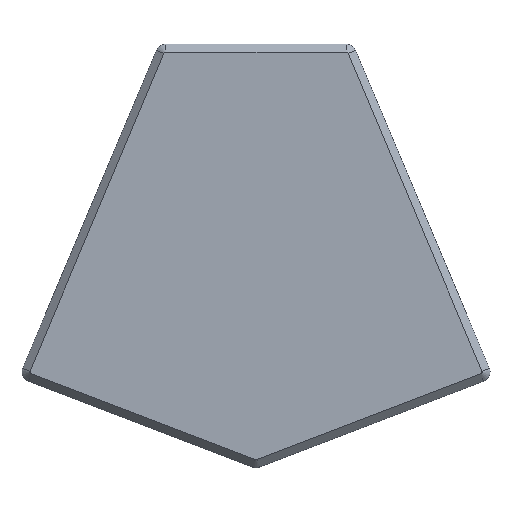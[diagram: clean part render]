
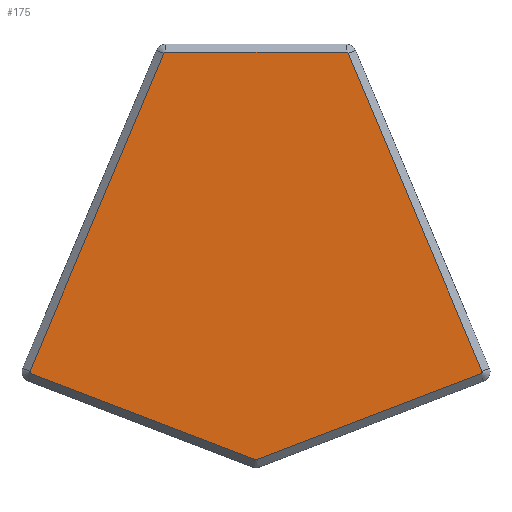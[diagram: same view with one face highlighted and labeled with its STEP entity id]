
A CAD part, front view. The second image highlights one B-rep face of the part: STEP entity #175.
In plain terms, the highlighted planar face has unit normal (0, -1, 0).
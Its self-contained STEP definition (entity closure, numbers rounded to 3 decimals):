
#83=CARTESIAN_POINT('',(0.,63.45,0.202));
#84=DIRECTION('',(0.,-1.,0.));
#85=DIRECTION('',(-0.,-0.,-1.));
#86=AXIS2_PLACEMENT_3D('',#83,#84,#85);
#87=PLANE('',#86);
#88=CARTESIAN_POINT('',(-4.664,63.45,90.941));
#89=VERTEX_POINT('',#88);
#90=CARTESIAN_POINT('',(-11.431,63.45,74.866));
#91=VERTEX_POINT('',#90);
#92=CARTESIAN_POINT('',(-4.664,63.45,90.941));
#93=DIRECTION('',(-0.388,-0.,-0.922));
#94=VECTOR('',#93,17.442);
#95=LINE('',#92,#94);
#96=EDGE_CURVE('',#89,#91,#95,.T.);
#97=ORIENTED_EDGE('',*,*,#96,.T.);
#98=CARTESIAN_POINT('',(-11.375,63.45,74.733));
#99=VERTEX_POINT('',#98);
#100=CARTESIAN_POINT('',(-11.339,63.45,74.827));
#101=DIRECTION('',(0.,-1.,0.));
#102=DIRECTION('',(0.,-0.,-1.));
#103=AXIS2_PLACEMENT_3D('',#100,#101,#102);
#104=CIRCLE('',#103,0.1);
#105=EDGE_CURVE('',#91,#99,#104,.T.);
#106=ORIENTED_EDGE('',*,*,#105,.T.);
#107=CARTESIAN_POINT('',(-0.036,63.45,70.389));
#108=VERTEX_POINT('',#107);
#109=CARTESIAN_POINT('',(-11.375,63.45,74.733));
#110=DIRECTION('',(0.934,-0.,-0.358));
#111=VECTOR('',#110,12.143);
#112=LINE('',#109,#111);
#113=EDGE_CURVE('',#99,#108,#112,.T.);
#114=ORIENTED_EDGE('',*,*,#113,.T.);
#115=CARTESIAN_POINT('',(0.036,63.45,70.389));
#116=VERTEX_POINT('',#115);
#117=CARTESIAN_POINT('',(0.,63.45,70.483));
#118=DIRECTION('',(0.,-1.,0.));
#119=DIRECTION('',(0.,-0.,-1.));
#120=AXIS2_PLACEMENT_3D('',#117,#118,#119);
#121=CIRCLE('',#120,0.1);
#122=EDGE_CURVE('',#108,#116,#121,.T.);
#123=ORIENTED_EDGE('',*,*,#122,.T.);
#124=CARTESIAN_POINT('',(11.375,63.45,74.733));
#125=VERTEX_POINT('',#124);
#126=CARTESIAN_POINT('',(0.036,63.45,70.389));
#127=DIRECTION('',(0.934,0.,0.358));
#128=VECTOR('',#127,12.143);
#129=LINE('',#126,#128);
#130=EDGE_CURVE('',#116,#125,#129,.T.);
#131=ORIENTED_EDGE('',*,*,#130,.T.);
#132=CARTESIAN_POINT('',(11.431,63.45,74.866));
#133=VERTEX_POINT('',#132);
#134=CARTESIAN_POINT('',(11.339,63.45,74.827));
#135=DIRECTION('',(0.,-1.,0.));
#136=DIRECTION('',(0.,-0.,-1.));
#137=AXIS2_PLACEMENT_3D('',#134,#135,#136);
#138=CIRCLE('',#137,0.1);
#139=EDGE_CURVE('',#125,#133,#138,.T.);
#140=ORIENTED_EDGE('',*,*,#139,.T.);
#141=CARTESIAN_POINT('',(4.664,63.45,90.941));
#142=VERTEX_POINT('',#141);
#143=CARTESIAN_POINT('',(11.431,63.45,74.866));
#144=DIRECTION('',(-0.388,0.,0.922));
#145=VECTOR('',#144,17.442);
#146=LINE('',#143,#145);
#147=EDGE_CURVE('',#133,#142,#146,.T.);
#148=ORIENTED_EDGE('',*,*,#147,.T.);
#149=CARTESIAN_POINT('',(4.572,63.45,91.002));
#150=VERTEX_POINT('',#149);
#151=CARTESIAN_POINT('',(4.572,63.45,90.902));
#152=DIRECTION('',(0.,-1.,0.));
#153=DIRECTION('',(0.,-0.,-1.));
#154=AXIS2_PLACEMENT_3D('',#151,#152,#153);
#155=CIRCLE('',#154,0.1);
#156=EDGE_CURVE('',#142,#150,#155,.T.);
#157=ORIENTED_EDGE('',*,*,#156,.T.);
#158=CARTESIAN_POINT('',(-4.572,63.45,91.002));
#159=VERTEX_POINT('',#158);
#160=CARTESIAN_POINT('',(4.572,63.45,91.002));
#161=DIRECTION('',(-1.,-0.,0.));
#162=VECTOR('',#161,9.144);
#163=LINE('',#160,#162);
#164=EDGE_CURVE('',#150,#159,#163,.T.);
#165=ORIENTED_EDGE('',*,*,#164,.T.);
#166=CARTESIAN_POINT('',(-4.572,63.45,90.902));
#167=DIRECTION('',(0.,-1.,0.));
#168=DIRECTION('',(0.,-0.,-1.));
#169=AXIS2_PLACEMENT_3D('',#166,#167,#168);
#170=CIRCLE('',#169,0.1);
#171=EDGE_CURVE('',#159,#89,#170,.T.);
#172=ORIENTED_EDGE('',*,*,#171,.T.);
#173=EDGE_LOOP('',(#97,#106,#114,#123,#131,#140,#148,#157,#165,#172));
#174=FACE_BOUND('',#173,.T.);
#175=ADVANCED_FACE('',(#174),#87,.T.);
